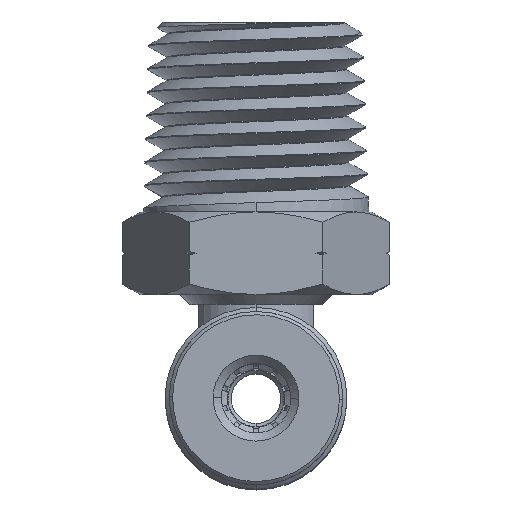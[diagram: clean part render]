
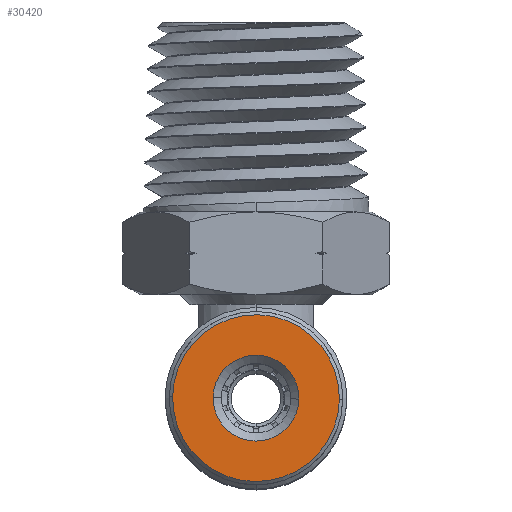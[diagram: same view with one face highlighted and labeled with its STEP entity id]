
A CAD part, top view. The second image highlights one B-rep face of the part: STEP entity #30420.
In plain terms, the highlighted planar face has unit normal (0, 0, 1).
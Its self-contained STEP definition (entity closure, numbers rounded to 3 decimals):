
#268 = CARTESIAN_POINT ( 'NONE',  ( 0., 0., 14.49 ) ) ;
#1027 = CARTESIAN_POINT ( 'NONE',  ( 0., 0., 14.49 ) ) ;
#1577 = FACE_BOUND ( 'NONE', #27107, .T. ) ;
#2028 = EDGE_LOOP ( 'NONE', ( #22049, #5808 ) ) ;
#3245 = DIRECTION ( 'NONE',  ( -1., 0.021, 0. ) ) ;
#3459 = DIRECTION ( 'NONE',  ( 0., 0., -1. ) ) ;
#4020 = DIRECTION ( 'NONE',  ( -1., 0.021, 0. ) ) ;
#5808 = ORIENTED_EDGE ( 'NONE', *, *, #13764, .T. ) ;
#6067 = CARTESIAN_POINT ( 'NONE',  ( 0., 0., 14.49 ) ) ;
#6233 = AXIS2_PLACEMENT_3D ( 'NONE', #268, #21043, #3245 ) ;
#7087 = EDGE_CURVE ( 'NONE', #19760, #23916, #38404, .T. ) ;
#8458 = CARTESIAN_POINT ( 'NONE',  ( 5.049, -0.106, 14.49 ) ) ;
#9041 = DIRECTION ( 'NONE',  ( -1., 0.021, 0. ) ) ;
#9335 = EDGE_CURVE ( 'NONE', #25412, #17431, #11990, .T. ) ;
#9435 = CIRCLE ( 'NONE', #30183, 5.05 ) ;
#9470 = FACE_OUTER_BOUND ( 'NONE', #2028, .T. ) ;
#10524 = CARTESIAN_POINT ( 'NONE',  ( 0., 0., 14.49 ) ) ;
#11465 = CARTESIAN_POINT ( 'NONE',  ( -5.049, 0.106, 14.49 ) ) ;
#11990 = CIRCLE ( 'NONE', #12296, 5.05 ) ;
#12296 = AXIS2_PLACEMENT_3D ( 'NONE', #10524, #31297, #13501 ) ;
#13501 = DIRECTION ( 'NONE',  ( -1., 0.021, 0. ) ) ;
#13764 = EDGE_CURVE ( 'NONE', #17431, #25412, #9435, .T. ) ;
#15328 = CARTESIAN_POINT ( 'NONE',  ( -2.599, 0.054, 14.49 ) ) ;
#16294 = CIRCLE ( 'NONE', #19770, 2.6 ) ;
#16411 = ORIENTED_EDGE ( 'NONE', *, *, #7087, .T. ) ;
#17431 = VERTEX_POINT ( 'NONE', #11465 ) ;
#19760 = VERTEX_POINT ( 'NONE', #30856 ) ;
#19770 = AXIS2_PLACEMENT_3D ( 'NONE', #21264, #3459, #24246 ) ;
#21043 = DIRECTION ( 'NONE',  ( 0., 0., -1. ) ) ;
#21264 = CARTESIAN_POINT ( 'NONE',  ( 0., 0., 14.49 ) ) ;
#21821 = DIRECTION ( 'NONE',  ( 0., 0., 1. ) ) ;
#22049 = ORIENTED_EDGE ( 'NONE', *, *, #9335, .T. ) ;
#22629 = EDGE_CURVE ( 'NONE', #23916, #19760, #16294, .T. ) ;
#23916 = VERTEX_POINT ( 'NONE', #15328 ) ;
#24246 = DIRECTION ( 'NONE',  ( -1., 0.021, 0. ) ) ;
#25412 = VERTEX_POINT ( 'NONE', #8458 ) ;
#26836 = DIRECTION ( 'NONE',  ( 0., 0., 1. ) ) ;
#27107 = EDGE_LOOP ( 'NONE', ( #34533, #16411 ) ) ;
#30183 = AXIS2_PLACEMENT_3D ( 'NONE', #1027, #21821, #4020 ) ;
#30420 = ADVANCED_FACE ( 'NONE', ( #1577, #9470 ), #32392, .T. ) ;
#30856 = CARTESIAN_POINT ( 'NONE',  ( 2.599, -0.054, 14.49 ) ) ;
#31297 = DIRECTION ( 'NONE',  ( 0., 0., 1. ) ) ;
#31817 = AXIS2_PLACEMENT_3D ( 'NONE', #6067, #26836, #9041 ) ;
#32392 = PLANE ( 'NONE',  #31817 ) ;
#34533 = ORIENTED_EDGE ( 'NONE', *, *, #22629, .T. ) ;
#38404 = CIRCLE ( 'NONE', #6233, 2.6 ) ;
